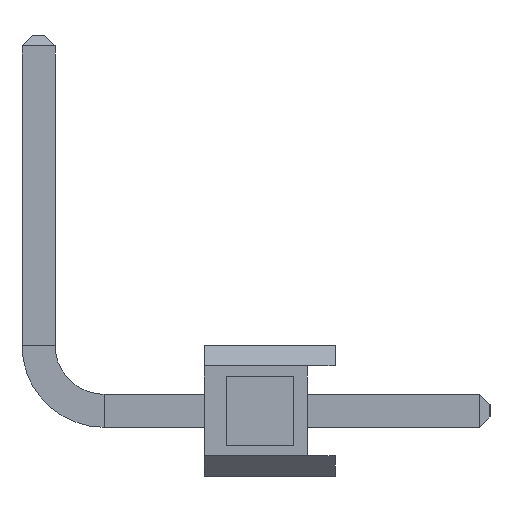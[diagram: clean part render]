
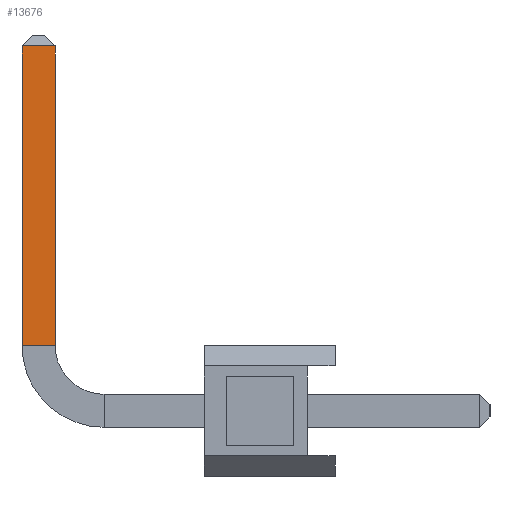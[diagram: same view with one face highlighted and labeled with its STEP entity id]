
A CAD part, left-side view. The second image highlights one B-rep face of the part: STEP entity #13676.
In plain terms, the highlighted planar face has unit normal (-1, 0, 0).
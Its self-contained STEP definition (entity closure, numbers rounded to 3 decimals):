
#1195 = DIRECTION ( 'NONE',  ( 0., -1., 0. ) ) ;
#1298 = VERTEX_POINT ( 'NONE', #40382 ) ;
#1589 = CARTESIAN_POINT ( 'NONE',  ( -0.32, 6.07, 1.27 ) ) ;
#9749 = EDGE_CURVE ( 'NONE', #48275, #40012, #12415, .T. ) ;
#10259 = CARTESIAN_POINT ( 'NONE',  ( -0.32, 6.07, 1.27 ) ) ;
#12054 = CARTESIAN_POINT ( 'NONE',  ( -0.32, 6.07, 1.27 ) ) ;
#12415 = LINE ( 'NONE', #38521, #35861 ) ;
#13676 = ADVANCED_FACE ( 'NONE', ( #40632 ), #31755, .T. ) ;
#14756 = DIRECTION ( 'NONE',  ( 0., -1., 0. ) ) ;
#15085 = LINE ( 'NONE', #55144, #35134 ) ;
#21389 = LINE ( 'NONE', #1589, #32057 ) ;
#21563 = VERTEX_POINT ( 'NONE', #28031 ) ;
#28031 = CARTESIAN_POINT ( 'NONE',  ( -0.32, 6.07, 1.27 ) ) ;
#28286 = CARTESIAN_POINT ( 'NONE',  ( -0.32, 6.07, 7.07 ) ) ;
#30278 = EDGE_LOOP ( 'NONE', ( #39800, #52111, #38946, #42520 ) ) ;
#31755 = PLANE ( 'NONE',  #45167 ) ;
#32057 = VECTOR ( 'NONE', #1195, 1000. ) ;
#33109 = LINE ( 'NONE', #12054, #41185 ) ;
#34312 = DIRECTION ( 'NONE',  ( 0., 0., 1. ) ) ;
#34723 = DIRECTION ( 'NONE',  ( 0., 1., 0. ) ) ;
#35134 = VECTOR ( 'NONE', #50879, 1000. ) ;
#35861 = VECTOR ( 'NONE', #34723, 1000. ) ;
#36072 = DIRECTION ( 'NONE',  ( -1., 0., 0. ) ) ;
#38521 = CARTESIAN_POINT ( 'NONE',  ( -0.32, 6.07, 7.07 ) ) ;
#38780 = CARTESIAN_POINT ( 'NONE',  ( -0.32, 5.43, 7.07 ) ) ;
#38946 = ORIENTED_EDGE ( 'NONE', *, *, #53972, .F. ) ;
#39800 = ORIENTED_EDGE ( 'NONE', *, *, #45670, .T. ) ;
#40012 = VERTEX_POINT ( 'NONE', #28286 ) ;
#40382 = CARTESIAN_POINT ( 'NONE',  ( -0.32, 5.43, 1.27 ) ) ;
#40632 = FACE_OUTER_BOUND ( 'NONE', #30278, .T. ) ;
#41185 = VECTOR ( 'NONE', #34312, 1000. ) ;
#42520 = ORIENTED_EDGE ( 'NONE', *, *, #44496, .T. ) ;
#44496 = EDGE_CURVE ( 'NONE', #21563, #1298, #21389, .T. ) ;
#45167 = AXIS2_PLACEMENT_3D ( 'NONE', #10259, #36072, #14756 ) ;
#45670 = EDGE_CURVE ( 'NONE', #1298, #48275, #15085, .T. ) ;
#48275 = VERTEX_POINT ( 'NONE', #38780 ) ;
#50879 = DIRECTION ( 'NONE',  ( 0., 0., 1. ) ) ;
#52111 = ORIENTED_EDGE ( 'NONE', *, *, #9749, .T. ) ;
#53972 = EDGE_CURVE ( 'NONE', #21563, #40012, #33109, .T. ) ;
#55144 = CARTESIAN_POINT ( 'NONE',  ( -0.32, 5.43, 1.27 ) ) ;
